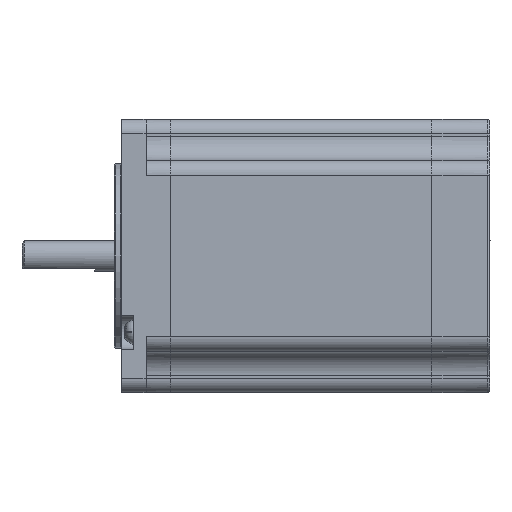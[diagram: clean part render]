
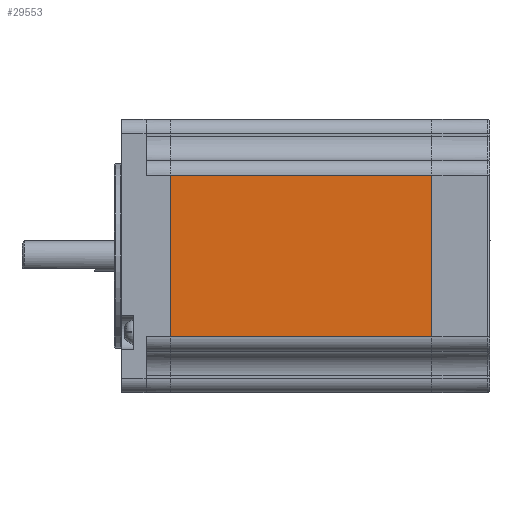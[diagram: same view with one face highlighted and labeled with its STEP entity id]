
A CAD part, left-side view. The second image highlights one B-rep face of the part: STEP entity #29553.
In plain terms, the highlighted planar face has unit normal (-1, 0, 0).
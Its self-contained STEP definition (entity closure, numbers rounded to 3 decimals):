
#2015 = LINE ( 'NONE', #4604, #3113 ) ;
#2130 = FACE_OUTER_BOUND ( 'NONE', #20287, .T. ) ;
#2283 = DIRECTION ( 'NONE',  ( 1., 0., 0. ) ) ;
#2976 = ORIENTED_EDGE ( 'NONE', *, *, #15798, .T. ) ;
#3113 = VECTOR ( 'NONE', #6853, 1000. ) ;
#4604 = CARTESIAN_POINT ( 'NONE',  ( -28.2, -64., 16.7 ) ) ;
#6853 = DIRECTION ( 'NONE',  ( 0., 1., 0. ) ) ;
#9204 = VERTEX_POINT ( 'NONE', #19396 ) ;
#10682 = VERTEX_POINT ( 'NONE', #21173 ) ;
#10755 = B_SPLINE_CURVE_WITH_KNOTS ( 'NONE', 3,
 ( #29066, #14394, #22276, #24253 ),
 .UNSPECIFIED., .F., .F.,
 ( 4, 4 ),
 ( 0.076, 0.924 ),
 .UNSPECIFIED. ) ;
#10770 = VERTEX_POINT ( 'NONE', #15834 ) ;
#11373 = VECTOR ( 'NONE', #15499, 1000. ) ;
#12109 = EDGE_CURVE ( 'NONE', #10770, #29867, #2015, .T. ) ;
#14068 = DIRECTION ( 'NONE',  ( 0., 0., -1. ) ) ;
#14394 = CARTESIAN_POINT ( 'NONE',  ( -28.2, -64., 5.567 ) ) ;
#15499 = DIRECTION ( 'NONE',  ( 0., -1., 0. ) ) ;
#15721 = EDGE_CURVE ( 'NONE', #10770, #9204, #10755, .T. ) ;
#15798 = EDGE_CURVE ( 'NONE', #10682, #9204, #27930, .T. ) ;
#15834 = CARTESIAN_POINT ( 'NONE',  ( -28.2, -64., 16.7 ) ) ;
#18258 = B_SPLINE_CURVE_WITH_KNOTS ( 'NONE', 3,
 ( #23615, #25723, #26055, #30513 ),
 .UNSPECIFIED., .F., .F.,
 ( 4, 4 ),
 ( 0.076, 0.924 ),
 .UNSPECIFIED. ) ;
#19396 = CARTESIAN_POINT ( 'NONE',  ( -28.2, -64., -16.7 ) ) ;
#20287 = EDGE_LOOP ( 'NONE', ( #22129, #2976, #28461, #23007 ) ) ;
#21173 = CARTESIAN_POINT ( 'NONE',  ( -28.2, -10., -16.7 ) ) ;
#22129 = ORIENTED_EDGE ( 'NONE', *, *, #25677, .T. ) ;
#22276 = CARTESIAN_POINT ( 'NONE',  ( -28.2, -64., -5.567 ) ) ;
#22425 = CARTESIAN_POINT ( 'NONE',  ( -28.2, -64., -16.7 ) ) ;
#23007 = ORIENTED_EDGE ( 'NONE', *, *, #12109, .T. ) ;
#23615 = CARTESIAN_POINT ( 'NONE',  ( -28.2, -10., 16.7 ) ) ;
#24253 = CARTESIAN_POINT ( 'NONE',  ( -28.2, -64., -16.7 ) ) ;
#25677 = EDGE_CURVE ( 'NONE', #29867, #10682, #18258, .T. ) ;
#25723 = CARTESIAN_POINT ( 'NONE',  ( -28.2, -10., 5.567 ) ) ;
#26055 = CARTESIAN_POINT ( 'NONE',  ( -28.2, -10., -5.567 ) ) ;
#26310 = CARTESIAN_POINT ( 'NONE',  ( -28.2, -10., 16.7 ) ) ;
#27800 = AXIS2_PLACEMENT_3D ( 'NONE', #31253, #2283, #14068 ) ;
#27930 = LINE ( 'NONE', #22425, #11373 ) ;
#28461 = ORIENTED_EDGE ( 'NONE', *, *, #15721, .F. ) ;
#29066 = CARTESIAN_POINT ( 'NONE',  ( -28.2, -64., 16.7 ) ) ;
#29553 = ADVANCED_FACE ( 'NONE', ( #2130 ), #31712, .F. ) ;
#29867 = VERTEX_POINT ( 'NONE', #26310 ) ;
#30513 = CARTESIAN_POINT ( 'NONE',  ( -28.2, -10., -16.7 ) ) ;
#31253 = CARTESIAN_POINT ( 'NONE',  ( -28.2, -64., 19.7 ) ) ;
#31712 = PLANE ( 'NONE',  #27800 ) ;
